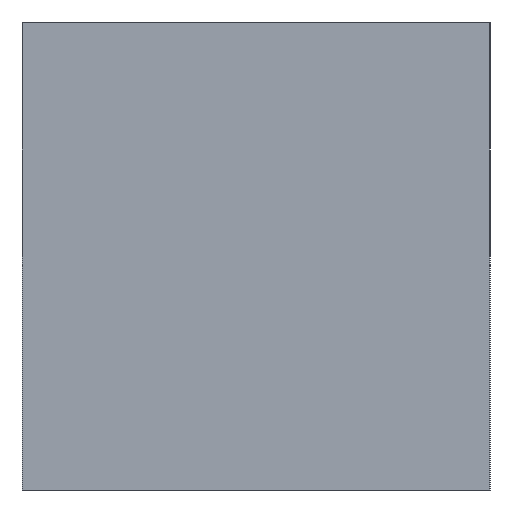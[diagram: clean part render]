
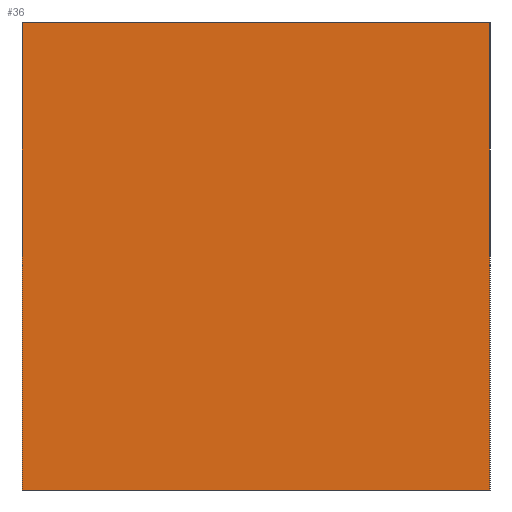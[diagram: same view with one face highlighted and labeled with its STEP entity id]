
A CAD part, left-side view. The second image highlights one B-rep face of the part: STEP entity #36.
In plain terms, the highlighted planar face has unit normal (-1, 0, 0).
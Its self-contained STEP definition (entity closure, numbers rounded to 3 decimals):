
#36=ADVANCED_FACE('',(#48),#42,.F.);
#42=PLANE('',#129);
#48=FACE_OUTER_BOUND('',#54,.T.);
#54=EDGE_LOOP('',(#66,#67,#68,#69));
#66=ORIENTED_EDGE('',*,*,#97,.T.);
#67=ORIENTED_EDGE('',*,*,#98,.F.);
#68=ORIENTED_EDGE('',*,*,#99,.F.);
#69=ORIENTED_EDGE('',*,*,#95,.T.);
#86=VERTEX_POINT('',#170);
#87=VERTEX_POINT('',#172);
#88=VERTEX_POINT('',#176);
#89=VERTEX_POINT('',#178);
#95=EDGE_CURVE('',#87,#86,#107,.T.);
#97=EDGE_CURVE('',#86,#88,#109,.T.);
#98=EDGE_CURVE('',#89,#88,#110,.T.);
#99=EDGE_CURVE('',#87,#89,#111,.T.);
#107=LINE('',#171,#119);
#109=LINE('',#175,#121);
#110=LINE('',#177,#122);
#111=LINE('',#179,#123);
#119=VECTOR('',#142,1.);
#121=VECTOR('',#146,1.);
#122=VECTOR('',#147,1.);
#123=VECTOR('',#148,1.);
#129=AXIS2_PLACEMENT_3D('',#180,#149,#150);
#142=DIRECTION('',(0.,0.,-1.));
#146=DIRECTION('',(0.,-1.,0.));
#147=DIRECTION('',(0.,0.,-1.));
#148=DIRECTION('',(0.,-1.,0.));
#149=DIRECTION('',(1.,0.,0.));
#150=DIRECTION('',(0.,1.,0.));
#170=CARTESIAN_POINT('',(-160.,160.,0.));
#171=CARTESIAN_POINT('',(-160.,160.,300.));
#172=CARTESIAN_POINT('',(-160.,160.,300.));
#175=CARTESIAN_POINT('',(-160.,160.,0.));
#176=CARTESIAN_POINT('',(-160.,-140.,0.));
#177=CARTESIAN_POINT('',(-160.,-140.,300.));
#178=CARTESIAN_POINT('',(-160.,-140.,300.));
#179=CARTESIAN_POINT('',(-160.,160.,300.));
#180=CARTESIAN_POINT('',(-160.,160.,300.));
